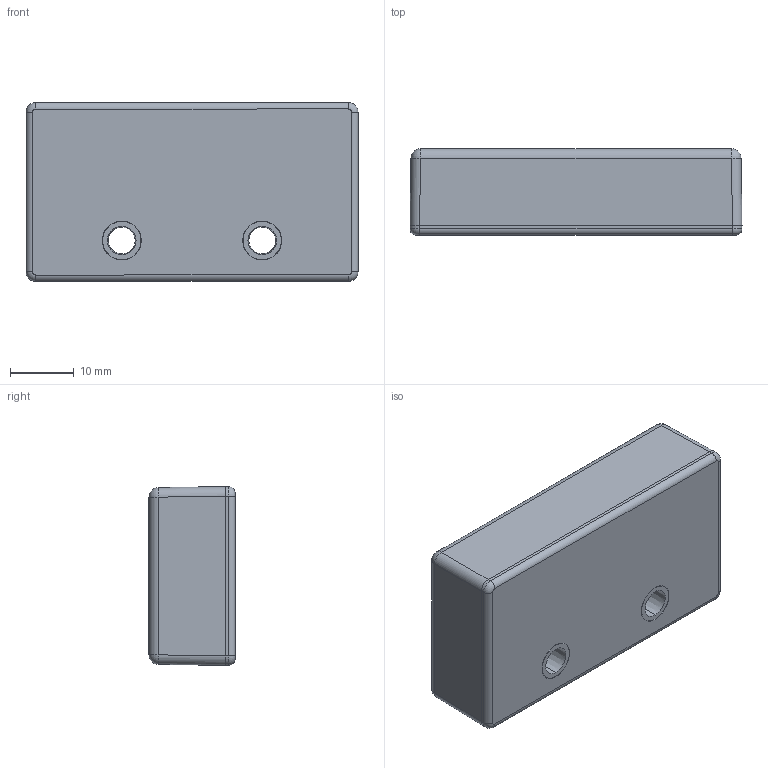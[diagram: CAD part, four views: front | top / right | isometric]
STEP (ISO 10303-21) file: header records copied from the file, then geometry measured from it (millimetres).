
FILE_DESCRIPTION (( 'STEP AP214' ), '1' );
FILE_NAME ('MS5-Red ABS Actuator.STEP', '2010-06-09T15:03:16', ( ' ' ), ( ' ' ), 'SwSTEP 2.0', 'SolidWorks 2004231', '' );
FILE_SCHEMA (( 'AUTOMOTIVE_DESIGN' ));
Length unit declared in the file: millimetre
Products named in the file (3): 180.003 (MS5 Act Red); MS5-Red ABS Actuator; 180.003 (MS5 Lid Red)
Assembly tree (2 placements, depth 2):
  MS5-Red ABS Actuator
    180.003 (MS5 Lid Red)
    180.003 (MS5 Act Red)
Bounding box: 52 x 13.5 x 28 mm (x, y, z)
Volume: 7150.4 mm3; surface area: 10403.3 mm2
Topology: 2 solids, 2 shells, 93 faces, 220 edges, 136 vertices
Faces by surface type: plane 45, cylinder 32, cone 8, torus 4, sphere 4
Entity records: 3303 total; most frequent: CARTESIAN_POINT 486, DIRECTION 480, ORIENTED_EDGE 432, EDGE_CURVE 216, AXIS2_PLACEMENT_3D 178, VERTEX_POINT 136, VECTOR 124, LINE 124
